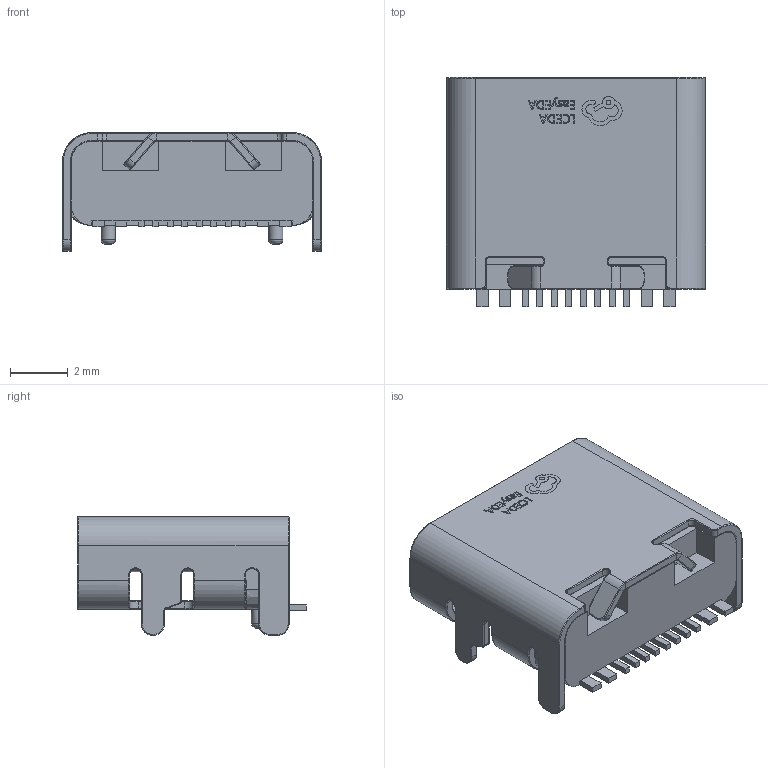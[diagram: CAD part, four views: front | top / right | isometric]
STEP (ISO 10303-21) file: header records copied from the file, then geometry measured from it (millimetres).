
FILE_DESCRIPTION(('Open CASCADE Model'),'2;1');
FILE_NAME('Open CASCADE Shape Model','2025-10-16T16:11:48',('Author'),( 'Open CASCADE'),'Open CASCADE STEP processor 7.8','Open CASCADE 7.8' ,'Unknown');
FILE_SCHEMA(('AUTOMOTIVE_DESIGN { 1 0 10303 214 1 1 1 1 }'));
Length unit declared in the file: millimetre
Products named in the file (1): COMPOUND
Bounding box: 8.94 x 7.9 x 4.1 mm (x, y, z)
Volume: 125.9 mm3; surface area: 383.5 mm2
Topology: 14 solids, 14 shells, 819 faces, 2034 edges, 1266 vertices
Faces by surface type: bspline 819
Entity records: 29595 total; most frequent: CARTESIAN_POINT 11773, ORIENTED_EDGE 4068, EDGE_CURVE 2034, B_SPLINE_CURVE_WITH_KNOTS 1524, VERTEX_POINT 1266, FACE_BOUND 858, EDGE_LOOP 858, PRESENTATION_STYLE_ASSIGNMENT 833
